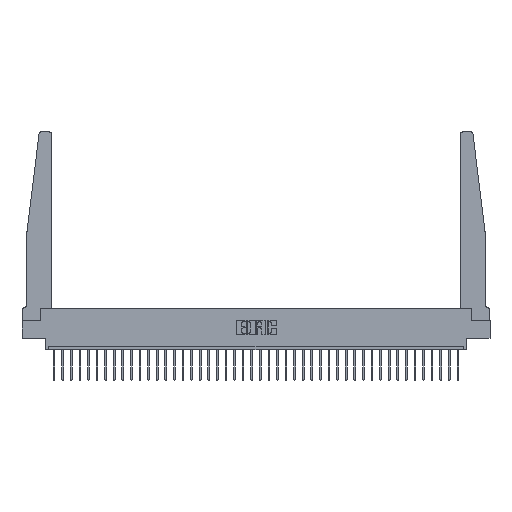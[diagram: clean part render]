
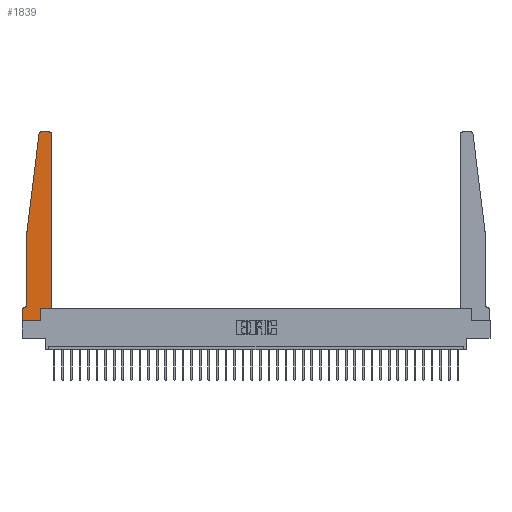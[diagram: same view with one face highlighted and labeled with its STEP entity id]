
A CAD part, top view. The second image highlights one B-rep face of the part: STEP entity #1839.
In plain terms, the highlighted planar face has unit normal (0, 0, 1).
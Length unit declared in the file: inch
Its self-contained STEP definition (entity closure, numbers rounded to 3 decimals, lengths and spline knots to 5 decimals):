
#53 = ORIENTED_EDGE ( 'NONE', *, *, #25010, .T. ) ;
#741 = CARTESIAN_POINT ( 'NONE',  ( 0.2605, 0., 0.37 ) ) ;
#1126 = VERTEX_POINT ( 'NONE', #741 ) ;
#1274 = LINE ( 'NONE', #12758, #33247 ) ;
#1674 = VECTOR ( 'NONE', #7042, 39.37008 ) ;
#1839 = ADVANCED_FACE ( 'NONE', ( #28945 ), #25412, .T. ) ;
#2641 = VERTEX_POINT ( 'NONE', #5883 ) ;
#2960 = DIRECTION ( 'NONE',  ( 0., 0., 1. ) ) ;
#4104 = ORIENTED_EDGE ( 'NONE', *, *, #10476, .T. ) ;
#5575 = EDGE_CURVE ( 'NONE', #31992, #25632, #31161, .T. ) ;
#5883 = CARTESIAN_POINT ( 'NONE',  ( 0.395, 2.75, 0.37 ) ) ;
#6804 = VECTOR ( 'NONE', #26548, 39.37008 ) ;
#7042 = DIRECTION ( 'NONE',  ( 1., 0., 0. ) ) ;
#7199 = DIRECTION ( 'NONE',  ( -1., 0., 0. ) ) ;
#7651 = CARTESIAN_POINT ( 'NONE',  ( 0.425, 0.18, 0.37 ) ) ;
#8233 = DIRECTION ( 'NONE',  ( 0., -1., 0. ) ) ;
#8236 = VERTEX_POINT ( 'NONE', #21072 ) ;
#8249 = ORIENTED_EDGE ( 'NONE', *, *, #27559, .T. ) ;
#8856 = EDGE_CURVE ( 'NONE', #33304, #2641, #21173, .T. ) ;
#9149 = VECTOR ( 'NONE', #8233, 39.37008 ) ;
#9529 = CARTESIAN_POINT ( 'NONE',  ( 0., 0.1875, 0.37 ) ) ;
#9978 = EDGE_CURVE ( 'NONE', #25632, #32845, #30183, .T. ) ;
#10017 = DIRECTION ( 'NONE',  ( 0., 0., -1. ) ) ;
#10181 = ORIENTED_EDGE ( 'NONE', *, *, #31491, .T. ) ;
#10476 = EDGE_CURVE ( 'NONE', #17858, #12706, #31335, .T. ) ;
#10924 = ORIENTED_EDGE ( 'NONE', *, *, #29304, .T. ) ;
#11086 = DIRECTION ( 'NONE',  ( -1., 0., 0. ) ) ;
#11183 = CARTESIAN_POINT ( 'NONE',  ( 0.25, 2.75, 0.37 ) ) ;
#11353 = CARTESIAN_POINT ( 'NONE',  ( 0.065, 1.25, 0.37 ) ) ;
#12706 = VERTEX_POINT ( 'NONE', #17297 ) ;
#12758 = CARTESIAN_POINT ( 'NONE',  ( 0.425, 0.18, 0.37 ) ) ;
#12991 = EDGE_CURVE ( 'NONE', #12706, #1126, #24582, .T. ) ;
#13296 = CARTESIAN_POINT ( 'NONE',  ( 0.065, 1.25, 0.37 ) ) ;
#13867 = ORIENTED_EDGE ( 'NONE', *, *, #16570, .T. ) ;
#13878 = LINE ( 'NONE', #24190, #15903 ) ;
#14828 = VERTEX_POINT ( 'NONE', #18582 ) ;
#15160 = DIRECTION ( 'NONE',  ( 0., 1., 0. ) ) ;
#15459 = EDGE_CURVE ( 'NONE', #29223, #14828, #26591, .T. ) ;
#15871 = VECTOR ( 'NONE', #28340, 39.37008 ) ;
#15903 = VECTOR ( 'NONE', #32009, 39.37008 ) ;
#16570 = EDGE_CURVE ( 'NONE', #1126, #29223, #26526, .T. ) ;
#16646 = DIRECTION ( 'NONE',  ( 0., -1., 0. ) ) ;
#16815 = EDGE_LOOP ( 'NONE', ( #10924, #25975, #10181, #29593, #23686, #8249, #4104, #18393, #13867, #30205, #53, #24473 ) ) ;
#17297 = CARTESIAN_POINT ( 'NONE',  ( 0., 0., 0.37 ) ) ;
#17666 = DIRECTION ( 'NONE',  ( 0., 0., 1. ) ) ;
#17789 = DIRECTION ( 'NONE',  ( 1., 0., 0. ) ) ;
#17858 = VERTEX_POINT ( 'NONE', #33237 ) ;
#18393 = ORIENTED_EDGE ( 'NONE', *, *, #12991, .T. ) ;
#18477 = CARTESIAN_POINT ( 'NONE',  ( 0.425, 2.72, 0.37 ) ) ;
#18582 = CARTESIAN_POINT ( 'NONE',  ( 0.425, 0.18, 0.37 ) ) ;
#18585 = CARTESIAN_POINT ( 'NONE',  ( 0.2605, 0.18, 0.37 ) ) ;
#18822 = VECTOR ( 'NONE', #16646, 39.37008 ) ;
#20185 = DIRECTION ( 'NONE',  ( 1., 0., 0. ) ) ;
#21072 = CARTESIAN_POINT ( 'NONE',  ( 0.24675, 2.72367, 0.37 ) ) ;
#21141 = CARTESIAN_POINT ( 'NONE',  ( 0.395, 2.72, 0.37 ) ) ;
#21173 = CIRCLE ( 'NONE', #23714, 0.03 ) ;
#21293 = CARTESIAN_POINT ( 'NONE',  ( 0.2605, 0.18, 0.37 ) ) ;
#22069 = CARTESIAN_POINT ( 'NONE',  ( 0.015, 0.1875, 0.37 ) ) ;
#22402 = AXIS2_PLACEMENT_3D ( 'NONE', #31035, #10017, #7199 ) ;
#22727 = CARTESIAN_POINT ( 'NONE',  ( 0., 0., 0.37 ) ) ;
#23686 = ORIENTED_EDGE ( 'NONE', *, *, #9978, .T. ) ;
#23714 = AXIS2_PLACEMENT_3D ( 'NONE', #21141, #2960, #24022 ) ;
#24022 = DIRECTION ( 'NONE',  ( 1., 0., 0. ) ) ;
#24039 = CARTESIAN_POINT ( 'NONE',  ( 0.065, 0.2375, 0.37 ) ) ;
#24190 = CARTESIAN_POINT ( 'NONE',  ( 0.065, 0.1875, 0.37 ) ) ;
#24473 = ORIENTED_EDGE ( 'NONE', *, *, #8856, .T. ) ;
#24582 = LINE ( 'NONE', #22727, #1674 ) ;
#25010 = EDGE_CURVE ( 'NONE', #14828, #33304, #1274, .T. ) ;
#25140 = AXIS2_PLACEMENT_3D ( 'NONE', #9529, #33518, #17789 ) ;
#25412 = PLANE ( 'NONE',  #25140 ) ;
#25632 = VERTEX_POINT ( 'NONE', #24039 ) ;
#25772 = CARTESIAN_POINT ( 'NONE',  ( 0.27653, 2.75, 0.37 ) ) ;
#25975 = ORIENTED_EDGE ( 'NONE', *, *, #33738, .T. ) ;
#26526 = LINE ( 'NONE', #18585, #6804 ) ;
#26548 = DIRECTION ( 'NONE',  ( 0., 1., 0. ) ) ;
#26591 = LINE ( 'NONE', #7651, #15871 ) ;
#26937 = VECTOR ( 'NONE', #11086, 39.37008 ) ;
#27169 = CIRCLE ( 'NONE', #33235, 0.03 ) ;
#27559 = EDGE_CURVE ( 'NONE', #32845, #17858, #13878, .T. ) ;
#28340 = DIRECTION ( 'NONE',  ( 1., 0., 0. ) ) ;
#28928 = CARTESIAN_POINT ( 'NONE',  ( 0., 0., 0.37 ) ) ;
#28945 = FACE_OUTER_BOUND ( 'NONE', #16815, .T. ) ;
#29184 = CARTESIAN_POINT ( 'NONE',  ( 0.065, 1.25, 0.37 ) ) ;
#29223 = VERTEX_POINT ( 'NONE', #21293 ) ;
#29304 = EDGE_CURVE ( 'NONE', #2641, #33248, #32664, .T. ) ;
#29404 = DIRECTION ( 'NONE',  ( -0.122, -0.992, 0. ) ) ;
#29593 = ORIENTED_EDGE ( 'NONE', *, *, #5575, .T. ) ;
#29697 = VECTOR ( 'NONE', #29404, 39.37008 ) ;
#30183 = CIRCLE ( 'NONE', #22402, 0.05 ) ;
#30205 = ORIENTED_EDGE ( 'NONE', *, *, #15459, .T. ) ;
#30995 = CARTESIAN_POINT ( 'NONE',  ( 0.27653, 2.72, 0.37 ) ) ;
#31035 = CARTESIAN_POINT ( 'NONE',  ( 0.015, 0.2375, 0.37 ) ) ;
#31161 = LINE ( 'NONE', #11353, #18822 ) ;
#31278 = LINE ( 'NONE', #29184, #29697 ) ;
#31335 = LINE ( 'NONE', #28928, #9149 ) ;
#31491 = EDGE_CURVE ( 'NONE', #8236, #31992, #31278, .T. ) ;
#31992 = VERTEX_POINT ( 'NONE', #13296 ) ;
#32009 = DIRECTION ( 'NONE',  ( -1., 0., 0. ) ) ;
#32664 = LINE ( 'NONE', #11183, #26937 ) ;
#32845 = VERTEX_POINT ( 'NONE', #22069 ) ;
#33235 = AXIS2_PLACEMENT_3D ( 'NONE', #30995, #17666, #20185 ) ;
#33237 = CARTESIAN_POINT ( 'NONE',  ( 0., 0.1875, 0.37 ) ) ;
#33247 = VECTOR ( 'NONE', #15160, 39.37008 ) ;
#33248 = VERTEX_POINT ( 'NONE', #25772 ) ;
#33304 = VERTEX_POINT ( 'NONE', #18477 ) ;
#33518 = DIRECTION ( 'NONE',  ( 0., 0., 1. ) ) ;
#33738 = EDGE_CURVE ( 'NONE', #33248, #8236, #27169, .T. ) ;
